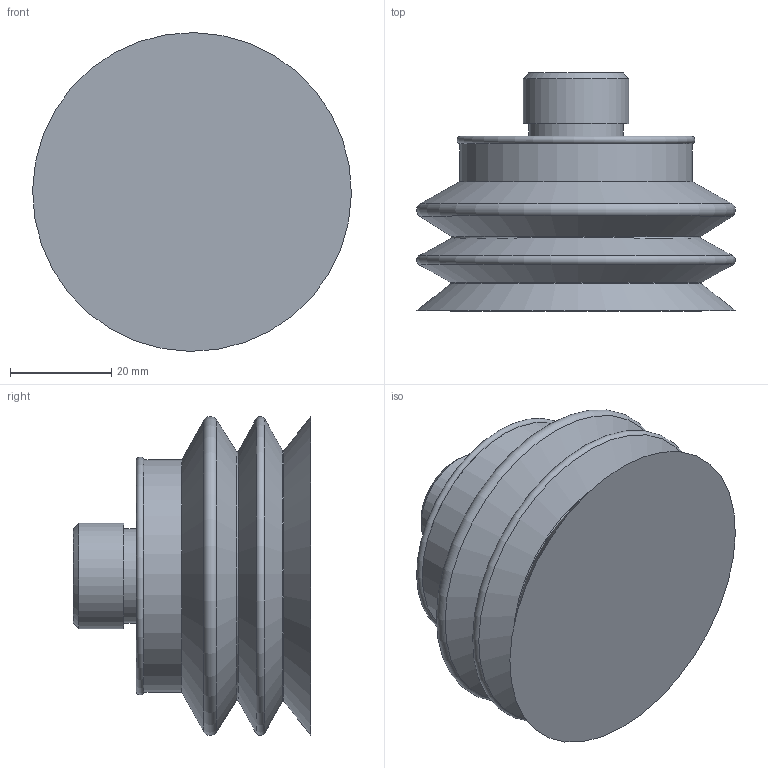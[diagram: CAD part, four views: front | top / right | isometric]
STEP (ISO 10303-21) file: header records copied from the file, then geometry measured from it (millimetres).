
FILE_DESCRIPTION(/* description */ (''),/* implementation_level */ '2;1');
FILE_NAME(/* name */ 'vf63sb_rac23r1-2m.stp',/* time_stamp */ '2020-09-25T11:41:47+02:00',/* author */ ('enginyeria'),/* organization */ (''),/* preprocessor_version */ 'ST-DEVELOPER v17.2',/* originating_system */ 'Autodesk Inventor 2019',/* authorisation */ '');
FILE_SCHEMA (('CONFIG_CONTROL_DESIGN'));
Length unit declared in the file: millimetre
Products named in the file (1): vf63sb_rac23r1-2m
Bounding box: 62.99 x 47 x 62.99 mm (x, y, z)
Volume: 78933.1 mm3; surface area: 17705.5 mm2
Topology: 1 solids, 1 shells, 24 faces, 69 edges, 52 vertices
Faces by surface type: cone 7, plane 7, cylinder 5, torus 5
Full cylindrical faces by diameter (mm): 15.3 x1, 18.6 x1, 20.9 x1, 36 x1, 46 x1
Entity records: 936 total; most frequent: DIRECTION 176, CARTESIAN_POINT 146, ORIENTED_EDGE 138, AXIS2_PLACEMENT_3D 82, EDGE_CURVE 69, CIRCLE 57, VERTEX_POINT 52, EDGE_LOOP 29
